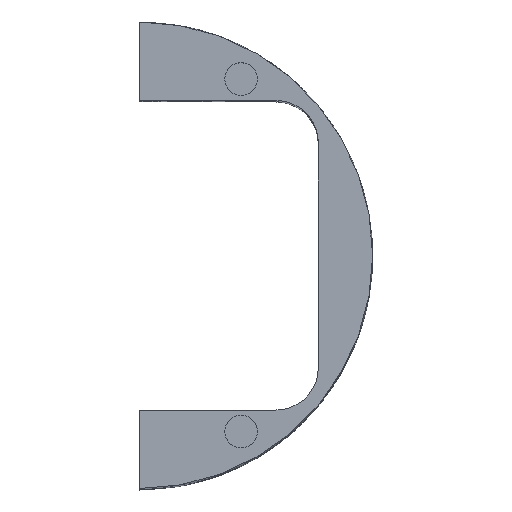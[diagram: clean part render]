
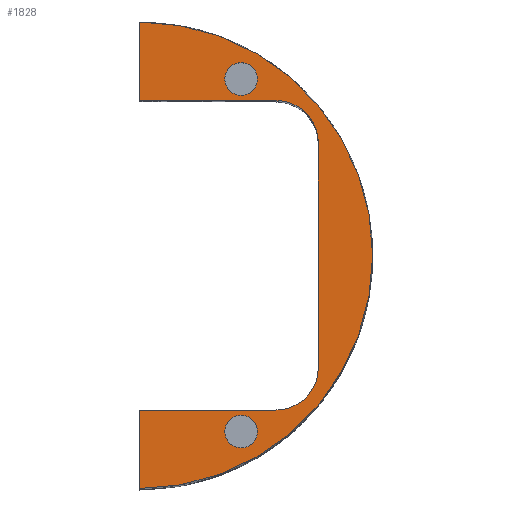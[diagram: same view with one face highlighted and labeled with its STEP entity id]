
A CAD part, top view. The second image highlights one B-rep face of the part: STEP entity #1828.
In plain terms, the highlighted planar face has unit normal (0, 0, 1).
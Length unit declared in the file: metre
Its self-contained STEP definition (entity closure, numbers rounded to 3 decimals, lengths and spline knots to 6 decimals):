
#67=PLANE('',#1955);
#78=CIRCLE('',#1913,0.0275);
#79=CIRCLE('',#1915,0.005);
#84=CIRCLE('',#1925,0.005);
#93=CIRCLE('',#1949,0.001925);
#96=CIRCLE('',#1956,0.001925);
#143=LINE('',#3412,#221);
#150=LINE('',#3428,#228);
#190=LINE('',#3630,#268);
#191=LINE('',#3631,#269);
#192=LINE('',#3632,#270);
#221=VECTOR('',#2130,1.);
#228=VECTOR('',#2143,1.);
#268=VECTOR('',#2251,1.);
#269=VECTOR('',#2252,1.);
#270=VECTOR('',#2253,1.);
#465=ORIENTED_EDGE('',*,*,#849,.F.);
#466=ORIENTED_EDGE('',*,*,#820,.T.);
#467=ORIENTED_EDGE('',*,*,#857,.F.);
#468=ORIENTED_EDGE('',*,*,#920,.T.);
#469=ORIENTED_EDGE('',*,*,#883,.F.);
#470=ORIENTED_EDGE('',*,*,#921,.T.);
#471=ORIENTED_EDGE('',*,*,#826,.T.);
#472=ORIENTED_EDGE('',*,*,#922,.F.);
#473=ORIENTED_EDGE('',*,*,#917,.F.);
#474=ORIENTED_EDGE('',*,*,#923,.F.);
#820=EDGE_CURVE('',#1059,#1058,#78,.T.);
#826=EDGE_CURVE('',#1065,#1064,#79,.F.);
#849=EDGE_CURVE('',#1059,#1087,#143,.T.);
#857=EDGE_CURVE('',#1092,#1058,#150,.T.);
#883=EDGE_CURVE('',#1117,#1118,#84,.T.);
#917=EDGE_CURVE('',#1143,#1143,#93,.T.);
#920=EDGE_CURVE('',#1092,#1118,#190,.T.);
#921=EDGE_CURVE('',#1117,#1065,#191,.T.);
#922=EDGE_CURVE('',#1087,#1064,#192,.T.);
#923=EDGE_CURVE('',#1146,#1146,#96,.T.);
#1058=VERTEX_POINT('',#3277);
#1059=VERTEX_POINT('',#3279);
#1064=VERTEX_POINT('',#3303);
#1065=VERTEX_POINT('',#3305);
#1087=VERTEX_POINT('',#3413);
#1092=VERTEX_POINT('',#3427);
#1117=VERTEX_POINT('',#3545);
#1118=VERTEX_POINT('',#3547);
#1143=VERTEX_POINT('',#3621);
#1146=VERTEX_POINT('',#3634);
#1343=EDGE_LOOP('',(#465,#466,#467,#468,#469,#470,#471,#472));
#1344=EDGE_LOOP('',(#473));
#1345=EDGE_LOOP('',(#474));
#1581=FACE_BOUND('',#1343,.T.);
#1582=FACE_BOUND('',#1344,.T.);
#1583=FACE_BOUND('',#1345,.T.);
#1828=ADVANCED_FACE('',(#1581,#1582,#1583),#67,.T.);
#1913=AXIS2_PLACEMENT_3D('',#3278,#2104,#2105);
#1915=AXIS2_PLACEMENT_3D('',#3304,#2111,#2112);
#1925=AXIS2_PLACEMENT_3D('',#3546,#2164,#2165);
#1949=AXIS2_PLACEMENT_3D('',#3620,#2237,#2238);
#1955=AXIS2_PLACEMENT_3D('',#3629,#2249,#2250);
#1956=AXIS2_PLACEMENT_3D('',#3633,#2254,#2255);
#2104=DIRECTION('',(0.,0.,1.));
#2105=DIRECTION('',(1.,0.,0.));
#2111=DIRECTION('',(0.,0.,1.));
#2112=DIRECTION('',(1.,0.,0.));
#2130=DIRECTION('',(0.,1.,0.));
#2143=DIRECTION('',(0.,1.,0.));
#2164=DIRECTION('',(0.,0.,1.));
#2165=DIRECTION('',(1.,0.,0.));
#2237=DIRECTION('',(0.,0.,1.));
#2238=DIRECTION('',(-0.5,-0.866,0.));
#2249=DIRECTION('',(0.,0.,1.));
#2250=DIRECTION('',(1.,0.,0.));
#2251=DIRECTION('',(1.,0.,0.));
#2252=DIRECTION('',(0.,-1.,0.));
#2253=DIRECTION('',(1.,0.,0.));
#2254=DIRECTION('',(0.,0.,1.));
#2255=DIRECTION('',(1.,0.,0.));
#3277=CARTESIAN_POINT('',(0.,0.0275,0.107));
#3278=CARTESIAN_POINT('',(0.,0.,0.107));
#3279=CARTESIAN_POINT('',(0.,-0.0275,0.107));
#3303=CARTESIAN_POINT('',(0.0161,-0.01825,0.107));
#3304=CARTESIAN_POINT('',(0.0161,-0.01325,0.107));
#3305=CARTESIAN_POINT('',(0.0211,-0.01325,0.107));
#3412=CARTESIAN_POINT('',(0.,0.,0.107));
#3413=CARTESIAN_POINT('',(0.,-0.01825,0.107));
#3427=CARTESIAN_POINT('',(0.,0.01825,0.107));
#3428=CARTESIAN_POINT('',(0.,0.,0.107));
#3545=CARTESIAN_POINT('',(0.0211,0.01325,0.107));
#3546=CARTESIAN_POINT('',(0.0161,0.01325,0.107));
#3547=CARTESIAN_POINT('',(0.0161,0.01825,0.107));
#3620=CARTESIAN_POINT('',(0.012,-0.020785,0.107));
#3621=CARTESIAN_POINT('',(0.011038,-0.022452,0.107));
#3629=CARTESIAN_POINT('',(0.,0.,0.107));
#3630=CARTESIAN_POINT('',(0.,0.01825,0.107));
#3631=CARTESIAN_POINT('',(0.0211,0.,0.107));
#3632=CARTESIAN_POINT('',(0.,-0.01825,0.107));
#3633=CARTESIAN_POINT('',(0.012,0.020785,0.107));
#3634=CARTESIAN_POINT('',(0.013925,0.020785,0.107));
